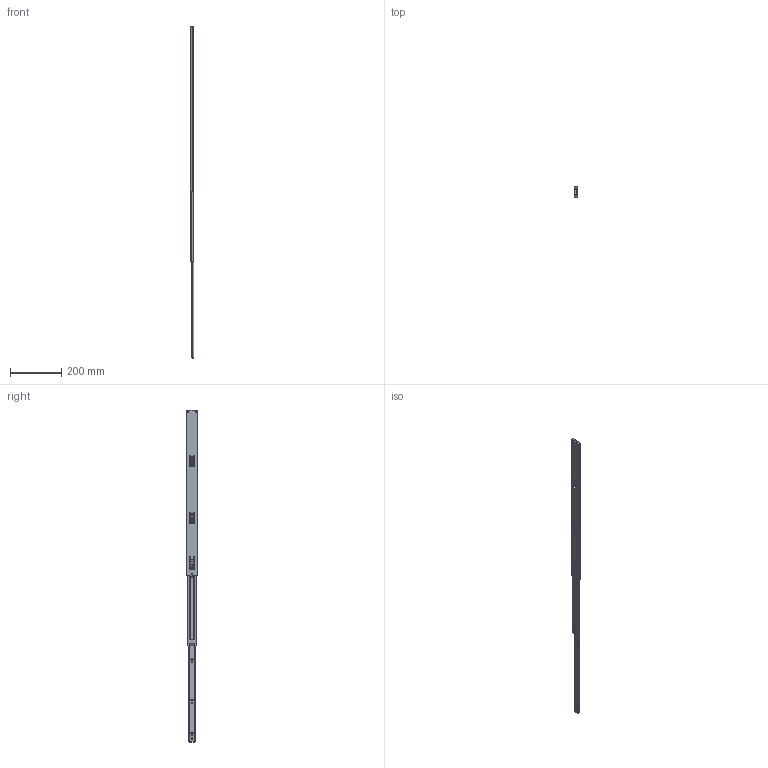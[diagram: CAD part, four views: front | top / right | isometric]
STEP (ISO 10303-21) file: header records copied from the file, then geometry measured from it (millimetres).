
FILE_DESCRIPTION (( 'STEP AP203' ), '1' );
FILE_NAME ('K-255-65.STEP', '2022-08-18T05:12:11', ( '' ), ( '' ), 'SwSTEP 2.0', 'SolidWorks 2021', '' );
FILE_SCHEMA (( 'CONFIG_CONTROL_DESIGN' ));
Length unit declared in the file: millimetre
Products named in the file (4): K-255-65_inner rail__K-255-40; K-255-65; K-255-65_intermediate rail__K-255-55; K-255-65_outer rail_
Assembly tree (3 placements, depth 2):
  K-255-65
    K-255-65_outer rail_
    K-255-65_inner rail__K-255-40
    K-255-65_intermediate rail__K-255-55
Bounding box: 12.6 x 45.22 x 1300.5 mm (x, y, z)
Volume: 152921.5 mm3; surface area: 193847.1 mm2
Topology: 4 solids, 4 shells, 281 faces, 813 edges, 540 vertices
Faces by surface type: plane 158, cylinder 123
Entity records: 9859 total; most frequent: CARTESIAN_POINT 1704, ORIENTED_EDGE 1626, DIRECTION 1625, EDGE_CURVE 813, VECTOR 563, LINE 563, VERTEX_POINT 540, AXIS2_PLACEMENT_3D 531
